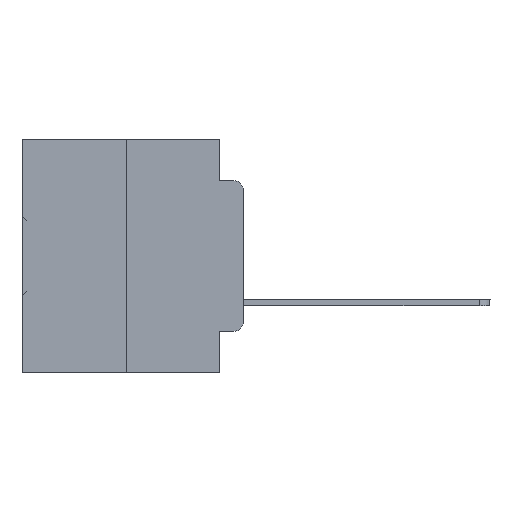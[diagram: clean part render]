
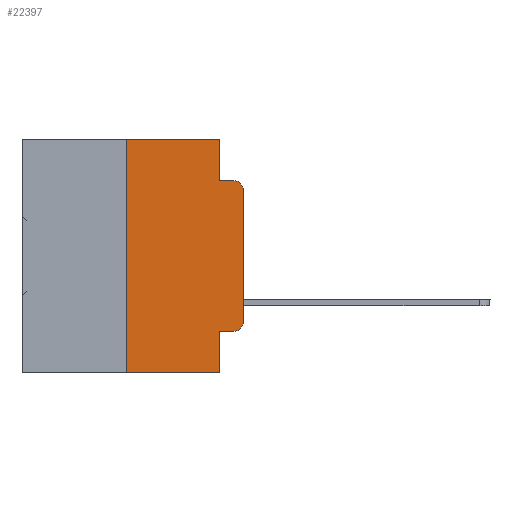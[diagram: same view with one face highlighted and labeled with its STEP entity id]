
A CAD part, left-side view. The second image highlights one B-rep face of the part: STEP entity #22397.
In plain terms, the highlighted planar face has unit normal (-1, 0, 0).
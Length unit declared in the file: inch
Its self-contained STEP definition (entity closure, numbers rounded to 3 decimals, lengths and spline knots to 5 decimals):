
#212 = DIRECTION ( 'NONE',  ( 0., -1., 0. ) ) ;
#399 = EDGE_CURVE ( 'NONE', #24914, #10650, #32315, .T. ) ;
#763 = CARTESIAN_POINT ( 'NONE',  ( 0., 0.02, -0.1085 ) ) ;
#809 = DIRECTION ( 'NONE',  ( 0., -1., 0. ) ) ;
#1812 = CARTESIAN_POINT ( 'NONE',  ( 0., 0.02, -0.4115 ) ) ;
#2720 = DIRECTION ( 'NONE',  ( 0., 0., 1. ) ) ;
#2770 = AXIS2_PLACEMENT_3D ( 'NONE', #763, #3910, #15331 ) ;
#2877 = CARTESIAN_POINT ( 'NONE',  ( 0., 0.051, -0.4115 ) ) ;
#2995 = LINE ( 'NONE', #35888, #26776 ) ;
#3057 = EDGE_CURVE ( 'NONE', #26597, #35175, #2995, .T. ) ;
#3882 = CARTESIAN_POINT ( 'NONE',  ( 0., 0.02, -0.3915 ) ) ;
#3910 = DIRECTION ( 'NONE',  ( -1., 0., 0. ) ) ;
#4561 = CARTESIAN_POINT ( 'NONE',  ( 0., 0., -0.3915 ) ) ;
#4864 = EDGE_CURVE ( 'NONE', #30614, #4871, #13642, .T. ) ;
#4871 = VERTEX_POINT ( 'NONE', #34712 ) ;
#6914 = VECTOR ( 'NONE', #15871, 39.37008 ) ;
#7185 = EDGE_CURVE ( 'NONE', #35175, #8616, #20155, .T. ) ;
#7651 = PLANE ( 'NONE',  #26993 ) ;
#8007 = CARTESIAN_POINT ( 'NONE',  ( 0., 0.473, 0. ) ) ;
#8140 = DIRECTION ( 'NONE',  ( 0., 0., 1. ) ) ;
#8616 = VERTEX_POINT ( 'NONE', #4561 ) ;
#8690 = LINE ( 'NONE', #32000, #33336 ) ;
#8697 = CARTESIAN_POINT ( 'NONE',  ( 0., 0.02, -0.0885 ) ) ;
#9036 = VERTEX_POINT ( 'NONE', #30090 ) ;
#9152 = EDGE_LOOP ( 'NONE', ( #10015, #26708, #11946, #32847, #20663, #35512, #24252, #11428, #35735, #14106 ) ) ;
#10015 = ORIENTED_EDGE ( 'NONE', *, *, #16237, .T. ) ;
#10587 = VERTEX_POINT ( 'NONE', #15198 ) ;
#10650 = VERTEX_POINT ( 'NONE', #35214 ) ;
#10744 = DIRECTION ( 'NONE',  ( 0., 0., -1. ) ) ;
#10980 = EDGE_CURVE ( 'NONE', #4871, #29834, #35995, .T. ) ;
#11428 = ORIENTED_EDGE ( 'NONE', *, *, #27609, .F. ) ;
#11946 = ORIENTED_EDGE ( 'NONE', *, *, #10980, .F. ) ;
#12157 = VECTOR ( 'NONE', #809, 39.37008 ) ;
#12417 = DIRECTION ( 'NONE',  ( -1., 0., 0. ) ) ;
#12547 = DIRECTION ( 'NONE',  ( 0., 0., -1. ) ) ;
#13642 = LINE ( 'NONE', #17957, #36482 ) ;
#14106 = ORIENTED_EDGE ( 'NONE', *, *, #7185, .T. ) ;
#14231 = EDGE_CURVE ( 'NONE', #9036, #29834, #30171, .T. ) ;
#15006 = CARTESIAN_POINT ( 'NONE',  ( 0., 0.473, -0.5 ) ) ;
#15198 = CARTESIAN_POINT ( 'NONE',  ( 0., 0.25, 0. ) ) ;
#15331 = DIRECTION ( 'NONE',  ( 0., 0., -1. ) ) ;
#15871 = DIRECTION ( 'NONE',  ( 0., 0., -1. ) ) ;
#16237 = EDGE_CURVE ( 'NONE', #8616, #9036, #22865, .T. ) ;
#17053 = CARTESIAN_POINT ( 'NONE',  ( 0., 0., 0. ) ) ;
#17436 = FACE_OUTER_BOUND ( 'NONE', #9152, .T. ) ;
#17707 = DIRECTION ( 'NONE',  ( 0., 0., -1. ) ) ;
#17820 = CARTESIAN_POINT ( 'NONE',  ( 0., 0.051, -0.0885 ) ) ;
#17957 = CARTESIAN_POINT ( 'NONE',  ( 0., 0.051, 0. ) ) ;
#18065 = CARTESIAN_POINT ( 'NONE',  ( 0., 0.25, -0.5 ) ) ;
#18385 = VECTOR ( 'NONE', #8140, 39.37008 ) ;
#20155 = CIRCLE ( 'NONE', #33840, 0.02 ) ;
#20663 = ORIENTED_EDGE ( 'NONE', *, *, #32500, .F. ) ;
#21989 = VECTOR ( 'NONE', #2720, 39.37008 ) ;
#22397 = ADVANCED_FACE ( 'NONE', ( #17436 ), #7651, .F. ) ;
#22669 = CARTESIAN_POINT ( 'NONE',  ( 0., 0.25, 0. ) ) ;
#22865 = LINE ( 'NONE', #17053, #21989 ) ;
#24252 = ORIENTED_EDGE ( 'NONE', *, *, #399, .T. ) ;
#24914 = VERTEX_POINT ( 'NONE', #18065 ) ;
#25092 = LINE ( 'NONE', #22669, #18385 ) ;
#26250 = CARTESIAN_POINT ( 'NONE',  ( 0., 0.051, 0. ) ) ;
#26575 = VECTOR ( 'NONE', #212, 39.37008 ) ;
#26597 = VERTEX_POINT ( 'NONE', #2877 ) ;
#26708 = ORIENTED_EDGE ( 'NONE', *, *, #14231, .T. ) ;
#26776 = VECTOR ( 'NONE', #26875, 39.37008 ) ;
#26875 = DIRECTION ( 'NONE',  ( 0., -1., 0. ) ) ;
#26993 = AXIS2_PLACEMENT_3D ( 'NONE', #8007, #33532, #10744 ) ;
#27055 = LINE ( 'NONE', #33009, #6914 ) ;
#27609 = EDGE_CURVE ( 'NONE', #26597, #10650, #27055, .T. ) ;
#29834 = VERTEX_POINT ( 'NONE', #8697 ) ;
#30090 = CARTESIAN_POINT ( 'NONE',  ( 0., 0., -0.1085 ) ) ;
#30171 = CIRCLE ( 'NONE', #2770, 0.02 ) ;
#30614 = VERTEX_POINT ( 'NONE', #26250 ) ;
#31619 = DIRECTION ( 'NONE',  ( 0., -1., 0. ) ) ;
#32000 = CARTESIAN_POINT ( 'NONE',  ( 0., 0.473, 0. ) ) ;
#32315 = LINE ( 'NONE', #15006, #12157 ) ;
#32500 = EDGE_CURVE ( 'NONE', #10587, #30614, #8690, .T. ) ;
#32847 = ORIENTED_EDGE ( 'NONE', *, *, #4864, .F. ) ;
#33009 = CARTESIAN_POINT ( 'NONE',  ( 0., 0.051, 0. ) ) ;
#33336 = VECTOR ( 'NONE', #31619, 39.37008 ) ;
#33532 = DIRECTION ( 'NONE',  ( 1., 0., 0. ) ) ;
#33840 = AXIS2_PLACEMENT_3D ( 'NONE', #3882, #12417, #12547 ) ;
#34712 = CARTESIAN_POINT ( 'NONE',  ( 0., 0.051, -0.0885 ) ) ;
#34737 = EDGE_CURVE ( 'NONE', #24914, #10587, #25092, .T. ) ;
#35175 = VERTEX_POINT ( 'NONE', #1812 ) ;
#35214 = CARTESIAN_POINT ( 'NONE',  ( 0., 0.051, -0.5 ) ) ;
#35512 = ORIENTED_EDGE ( 'NONE', *, *, #34737, .F. ) ;
#35735 = ORIENTED_EDGE ( 'NONE', *, *, #3057, .T. ) ;
#35888 = CARTESIAN_POINT ( 'NONE',  ( 0., 0.051, -0.4115 ) ) ;
#35995 = LINE ( 'NONE', #17820, #26575 ) ;
#36482 = VECTOR ( 'NONE', #17707, 39.37008 ) ;
